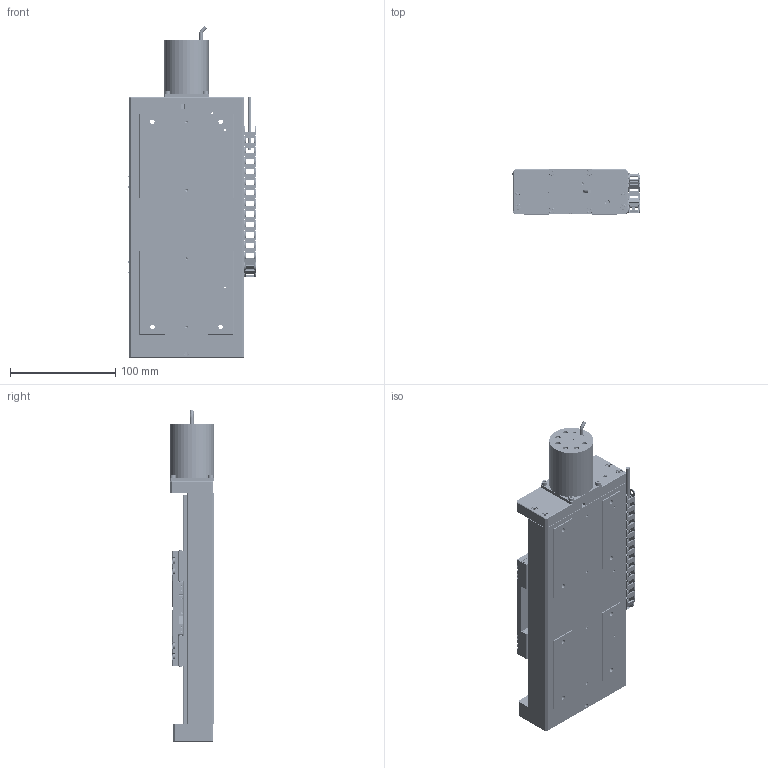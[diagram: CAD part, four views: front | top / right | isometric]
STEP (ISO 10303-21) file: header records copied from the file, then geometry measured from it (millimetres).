
FILE_DESCRIPTION (( 'STEP AP214' ), '1' );
FILE_NAME ('PPS-110-21X19.STEP', '2023-03-03T01:19:38', ( '' ), ( '' ), 'SwSTEP 2.0', 'SolidWorks 2020', '' );
FILE_SCHEMA (( 'AUTOMOTIVE_DESIGN' ));
Length unit declared in the file: millimetre
Products named in the file (36): PPS-110, Base, Master Part_100mm Stepper & Piezo; 40; Screw, SHCS-S, M-DIN._M3 x 0.5 x 12mm; IGUS E3-3 7w 15br_100mm; 32; 430866 PPS-110, End Plate, Bearing Side, No Cover, Stepper Motor_Without cover; 36; PPS-110-21X19; 42; PPS-110 Carriage Demo Assembly_2022_Stepper Motor Carriage (Leadscrew); PPS-110 Base Demo Assembly_2022_100mm Travel Stepper Motor, Phytron, UHV ; Screw, SHCS-S, M-DIN._M3 x 0.5 x 08mm; Screw, SHCS-L, M-DIN_M3 x 0.5 x 06mm; 2; 41; 33; 1; SCREW, MS-PPH, M-JCIS 1_M1.6 x 0.35 x 3mm; 430714 PPS-110, Carriage Cable Cover; 5; Cable Chain exit cable_MOTOR+LIMIT VACUUM; 430710 PPS-110, Carriage, L110, Linear and Stepper Motor; 43; 4; 37; 130242 Bearing, Slide Rail, PPS-110 (SEBS9B Slide); 35; 3; 430802 PPS-110, End Plate, Motor Side, S17 Vacuum Stepper Motor_Without Cover; 38; 34; Screw, SHCS-S, M-DIN._M3 x 0.5 x 10mm; 130242 Bearing, Slide Rail, PPS-110 (SEBS9B Track)_100mm; 39; Screw, SHCS-S, M-DIN._M3 x 0.5 x 18mm; 110268 Motor, Phytron, VSS42.200, 1.2A, 4 Leads, 2m Wires, UHV
Assembly tree (93 placements, depth 3):
  PPS-110-21X19
    PPS-110 Base Demo Assembly_2022_100mm Travel Stepper Motor, Phytron, UHV 
      PPS-110, Base, Master Part_100mm Stepper & Piezo
      Screw, SHCS-S, M-DIN._M3 x 0.5 x 08mm  x22
      130242 Bearing, Slide Rail, PPS-110 (SEBS9B Track)_100mm  x2
      430866 PPS-110, End Plate, Bearing Side, No Cover, Stepper Motor_Without cover
      Screw, SHCS-S, M-DIN._M3 x 0.5 x 10mm  x6
      Screw, SHCS-S, M-DIN._M3 x 0.5 x 18mm  x3
      430802 PPS-110, End Plate, Motor Side, S17 Vacuum Stepper Motor_Without Cover
      Screw, SHCS-S, M-DIN._M3 x 0.5 x 12mm  x3
      110268 Motor, Phytron, VSS42.200, 1.2A, 4 Leads, 2m Wires, UHV
    PPS-110 Carriage Demo Assembly_2022_Stepper Motor Carriage (Leadscrew)
      430710 PPS-110, Carriage, L110, Linear and Stepper Motor
      430714 PPS-110, Carriage Cable Cover
      SCREW, MS-PPH, M-JCIS 1_M1.6 x 0.35 x 3mm  x10
      130242 Bearing, Slide Rail, PPS-110 (SEBS9B Slide)  x4
      Screw, SHCS-L, M-DIN_M3 x 0.5 x 06mm  x16
    IGUS E3-3 7w 15br_100mm
      1
      2
      3
      4
      5
      32
      33
      34
      35
      36
      37
      38
      39
      40
      41
      42
      43
    Cable Chain exit cable_MOTOR+LIMIT VACUUM
Bounding box: 120.95 x 42.6 x 315.6 mm (x, y, z)
Volume: 636725.3 mm3; surface area: 202191.2 mm2
Topology: 90 solids, 90 shells, 4672 faces, 11306 edges, 7025 vertices
Faces by surface type: plane 2380, cylinder 1418, torus 460, cone 412, bspline 2
Entity records: 87375 total; most frequent: DIRECTION 13395, CARTESIAN_POINT 13018, ORIENTED_EDGE 12240, EDGE_CURVE 6120, AXIS2_PLACEMENT_3D 4828, VERTEX_POINT 3975, LINE 3739, VECTOR 3739
